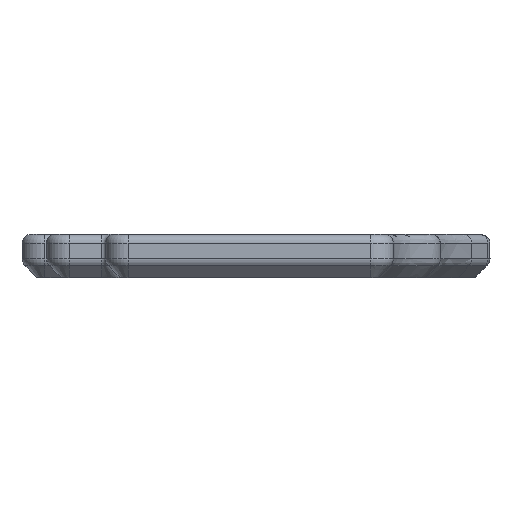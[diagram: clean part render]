
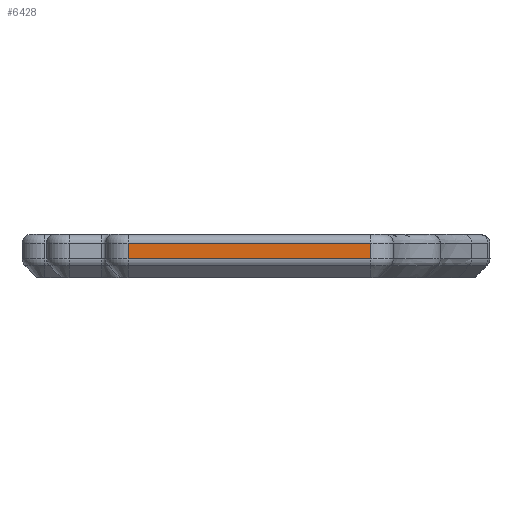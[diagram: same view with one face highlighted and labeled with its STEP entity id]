
A CAD part, left-side view. The second image highlights one B-rep face of the part: STEP entity #6428.
In plain terms, the highlighted planar face has unit normal (-1, 0, 0).
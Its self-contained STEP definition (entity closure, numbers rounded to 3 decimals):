
#73=PLANE('',#6900);
#488=FACE_OUTER_BOUND('',#908,.T.);
#908=EDGE_LOOP('',(#4473,#4474,#4475,#4476));
#1649=LINE('',#9748,#2187);
#1695=LINE('',#10175,#2233);
#1696=LINE('',#10179,#2234);
#1697=LINE('',#10180,#2235);
#2187=VECTOR('',#7572,10.);
#2233=VECTOR('',#7718,10.);
#2234=VECTOR('',#7723,10.);
#2235=VECTOR('',#7724,10.);
#2743=VERTEX_POINT('',#9741);
#2745=VERTEX_POINT('',#9747);
#2785=VERTEX_POINT('',#10174);
#2786=VERTEX_POINT('',#10178);
#3350=EDGE_CURVE('',#2743,#2745,#1649,.T.);
#3425=EDGE_CURVE('',#2785,#2745,#1695,.T.);
#3427=EDGE_CURVE('',#2786,#2743,#1696,.T.);
#3428=EDGE_CURVE('',#2785,#2786,#1697,.T.);
#4473=ORIENTED_EDGE('',*,*,#3350,.F.);
#4474=ORIENTED_EDGE('',*,*,#3427,.F.);
#4475=ORIENTED_EDGE('',*,*,#3428,.F.);
#4476=ORIENTED_EDGE('',*,*,#3425,.T.);
#6428=ADVANCED_FACE('',(#488),#73,.T.);
#6900=AXIS2_PLACEMENT_3D('',#10177,#7721,#7722);
#7572=DIRECTION('',(0.,1.,0.));
#7718=DIRECTION('',(0.,0.,-1.));
#7721=DIRECTION('center_axis',(-1.,0.,0.));
#7722=DIRECTION('ref_axis',(0.,1.,0.));
#7723=DIRECTION('',(0.,0.,-1.));
#7724=DIRECTION('',(0.,-1.,0.));
#9741=CARTESIAN_POINT('',(-161.5,-34.45,-1.172));
#9747=CARTESIAN_POINT('',(-161.5,14.85,-1.172));
#9748=CARTESIAN_POINT('',(-161.5,-28.644,-1.172));
#10174=CARTESIAN_POINT('',(-161.5,14.85,1.976));
#10175=CARTESIAN_POINT('',(-161.5,14.85,-2.));
#10177=CARTESIAN_POINT('Origin',(-161.5,-34.45,-2.));
#10178=CARTESIAN_POINT('',(-161.5,-34.45,1.976));
#10179=CARTESIAN_POINT('',(-161.5,-34.45,-2.));
#10180=CARTESIAN_POINT('',(-161.5,-22.838,1.976));
